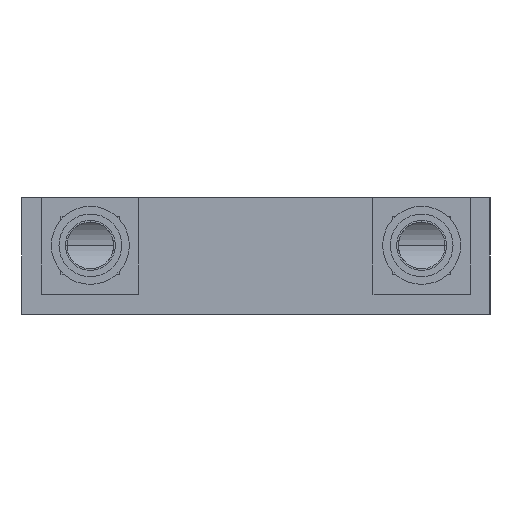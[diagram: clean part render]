
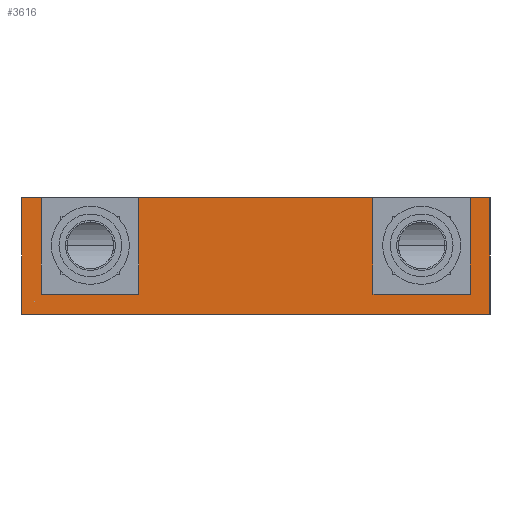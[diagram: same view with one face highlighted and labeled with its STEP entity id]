
A CAD part, left-side view. The second image highlights one B-rep face of the part: STEP entity #3616.
In plain terms, the highlighted planar face has unit normal (-1, 0, 0).
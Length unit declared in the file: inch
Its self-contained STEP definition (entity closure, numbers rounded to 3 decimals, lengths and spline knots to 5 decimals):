
#16 = EDGE_CURVE ( 'NONE', #6454, #8206, #7697, .T. ) ;
#138 = DIRECTION ( 'NONE',  ( 0., -1., 0. ) ) ;
#198 = LINE ( 'NONE', #3652, #4410 ) ;
#289 = CARTESIAN_POINT ( 'NONE',  ( -6.5, -1.5, 0.75 ) ) ;
#290 = LINE ( 'NONE', #2055, #795 ) ;
#488 = CARTESIAN_POINT ( 'NONE',  ( -6.5, 1.5, 0. ) ) ;
#509 = CARTESIAN_POINT ( 'NONE',  ( -6.5, -1.375, 0.13 ) ) ;
#667 = ORIENTED_EDGE ( 'NONE', *, *, #5537, .T. ) ;
#772 = EDGE_CURVE ( 'NONE', #8247, #7453, #5513, .T. ) ;
#795 = VECTOR ( 'NONE', #4026, 39.37008 ) ;
#891 = CARTESIAN_POINT ( 'NONE',  ( -6.5, 1.375, 0.75 ) ) ;
#940 = DIRECTION ( 'NONE',  ( 0., 0., -1. ) ) ;
#1014 = LINE ( 'NONE', #7490, #8195 ) ;
#1162 = DIRECTION ( 'NONE',  ( 0., -1., 0. ) ) ;
#1213 = FACE_OUTER_BOUND ( 'NONE', #6530, .T. ) ;
#1329 = ORIENTED_EDGE ( 'NONE', *, *, #1801, .F. ) ;
#1443 = EDGE_CURVE ( 'NONE', #2768, #2042, #2210, .T. ) ;
#1491 = CARTESIAN_POINT ( 'NONE',  ( -6.5, -1.375, 0.13 ) ) ;
#1616 = VERTEX_POINT ( 'NONE', #5502 ) ;
#1801 = EDGE_CURVE ( 'NONE', #1616, #4678, #6903, .T. ) ;
#1849 = DIRECTION ( 'NONE',  ( 0., -1., 0. ) ) ;
#1905 = ORIENTED_EDGE ( 'NONE', *, *, #772, .F. ) ;
#1990 = VECTOR ( 'NONE', #2138, 39.37008 ) ;
#2042 = VERTEX_POINT ( 'NONE', #1491 ) ;
#2055 = CARTESIAN_POINT ( 'NONE',  ( -6.5, -1.5, 0. ) ) ;
#2089 = VECTOR ( 'NONE', #6959, 39.37008 ) ;
#2103 = CARTESIAN_POINT ( 'NONE',  ( -6.5, 0.75, 0.13 ) ) ;
#2138 = DIRECTION ( 'NONE',  ( 0., 0., 1. ) ) ;
#2188 = LINE ( 'NONE', #3729, #4588 ) ;
#2210 = LINE ( 'NONE', #2669, #7380 ) ;
#2244 = DIRECTION ( 'NONE',  ( 1., 0., 0. ) ) ;
#2467 = ORIENTED_EDGE ( 'NONE', *, *, #5610, .F. ) ;
#2583 = LINE ( 'NONE', #5955, #1990 ) ;
#2669 = CARTESIAN_POINT ( 'NONE',  ( -6.5, -1.375, 0.13 ) ) ;
#2696 = VECTOR ( 'NONE', #3209, 39.37008 ) ;
#2751 = DIRECTION ( 'NONE',  ( 0., -1., 0. ) ) ;
#2753 = ORIENTED_EDGE ( 'NONE', *, *, #4148, .F. ) ;
#2768 = VERTEX_POINT ( 'NONE', #7848 ) ;
#2830 = VERTEX_POINT ( 'NONE', #7989 ) ;
#2886 = EDGE_CURVE ( 'NONE', #6655, #5113, #7775, .T. ) ;
#2925 = PLANE ( 'NONE',  #6796 ) ;
#3046 = CARTESIAN_POINT ( 'NONE',  ( -6.5, -1.5, 0.75 ) ) ;
#3050 = ORIENTED_EDGE ( 'NONE', *, *, #6216, .T. ) ;
#3191 = VECTOR ( 'NONE', #1849, 39.37008 ) ;
#3209 = DIRECTION ( 'NONE',  ( 0., -1., 0. ) ) ;
#3520 = CARTESIAN_POINT ( 'NONE',  ( -6.5, 1.375, 0.13 ) ) ;
#3616 = ADVANCED_FACE ( 'NONE', ( #1213 ), #2925, .F. ) ;
#3652 = CARTESIAN_POINT ( 'NONE',  ( -6.5, -0.75, 0.75 ) ) ;
#3729 = CARTESIAN_POINT ( 'NONE',  ( -6.5, 1.5, 0.75 ) ) ;
#4026 = DIRECTION ( 'NONE',  ( 0., -1., 0. ) ) ;
#4148 = EDGE_CURVE ( 'NONE', #2830, #6655, #6275, .T. ) ;
#4330 = DIRECTION ( 'NONE',  ( 0., 0., -1. ) ) ;
#4410 = VECTOR ( 'NONE', #4719, 39.37008 ) ;
#4472 = ORIENTED_EDGE ( 'NONE', *, *, #6392, .F. ) ;
#4588 = VECTOR ( 'NONE', #6270, 39.37008 ) ;
#4678 = VERTEX_POINT ( 'NONE', #5823 ) ;
#4719 = DIRECTION ( 'NONE',  ( 0., 0., -1. ) ) ;
#4840 = ORIENTED_EDGE ( 'NONE', *, *, #4896, .T. ) ;
#4896 = EDGE_CURVE ( 'NONE', #6454, #7453, #6295, .T. ) ;
#5028 = CARTESIAN_POINT ( 'NONE',  ( -6.5, 1.375, 0.13 ) ) ;
#5113 = VERTEX_POINT ( 'NONE', #5810 ) ;
#5192 = ORIENTED_EDGE ( 'NONE', *, *, #1443, .F. ) ;
#5502 = CARTESIAN_POINT ( 'NONE',  ( -6.5, 0.75, 0.75 ) ) ;
#5513 = LINE ( 'NONE', #5842, #2696 ) ;
#5537 = EDGE_CURVE ( 'NONE', #1616, #8206, #1014, .T. ) ;
#5610 = EDGE_CURVE ( 'NONE', #4678, #2768, #198, .T. ) ;
#5622 = CARTESIAN_POINT ( 'NONE',  ( -6.5, 0.75, 0.75 ) ) ;
#5810 = CARTESIAN_POINT ( 'NONE',  ( -6.5, -1.5, 0. ) ) ;
#5823 = CARTESIAN_POINT ( 'NONE',  ( -6.5, -0.75, 0.75 ) ) ;
#5842 = CARTESIAN_POINT ( 'NONE',  ( -6.5, -1.5, 0.75 ) ) ;
#5955 = CARTESIAN_POINT ( 'NONE',  ( -6.5, -1.375, 0.13 ) ) ;
#5988 = DIRECTION ( 'NONE',  ( 0., 0., -1. ) ) ;
#6216 = EDGE_CURVE ( 'NONE', #6947, #5113, #290, .T. ) ;
#6270 = DIRECTION ( 'NONE',  ( 0., 0., -1. ) ) ;
#6275 = LINE ( 'NONE', #7943, #8169 ) ;
#6295 = LINE ( 'NONE', #5028, #2089 ) ;
#6392 = EDGE_CURVE ( 'NONE', #2042, #2830, #2583, .T. ) ;
#6454 = VERTEX_POINT ( 'NONE', #3520 ) ;
#6530 = EDGE_LOOP ( 'NONE', ( #6593, #4840, #1905, #8019, #3050, #8141, #2753, #4472, #5192, #2467, #1329, #667 ) ) ;
#6574 = VECTOR ( 'NONE', #5988, 39.37008 ) ;
#6593 = ORIENTED_EDGE ( 'NONE', *, *, #16, .F. ) ;
#6655 = VERTEX_POINT ( 'NONE', #3046 ) ;
#6664 = CARTESIAN_POINT ( 'NONE',  ( -6.5, -1.5, 0.75 ) ) ;
#6796 = AXIS2_PLACEMENT_3D ( 'NONE', #289, #2244, #940 ) ;
#6903 = LINE ( 'NONE', #5622, #3191 ) ;
#6947 = VERTEX_POINT ( 'NONE', #488 ) ;
#6959 = DIRECTION ( 'NONE',  ( 0., 0., 1. ) ) ;
#7189 = CARTESIAN_POINT ( 'NONE',  ( -6.5, 1.5, 0.75 ) ) ;
#7251 = EDGE_CURVE ( 'NONE', #8247, #6947, #2188, .T. ) ;
#7380 = VECTOR ( 'NONE', #138, 39.37008 ) ;
#7453 = VERTEX_POINT ( 'NONE', #891 ) ;
#7490 = CARTESIAN_POINT ( 'NONE',  ( -6.5, 0.75, 0.75 ) ) ;
#7508 = VECTOR ( 'NONE', #1162, 39.37008 ) ;
#7697 = LINE ( 'NONE', #509, #7508 ) ;
#7775 = LINE ( 'NONE', #6664, #6574 ) ;
#7848 = CARTESIAN_POINT ( 'NONE',  ( -6.5, -0.75, 0.13 ) ) ;
#7943 = CARTESIAN_POINT ( 'NONE',  ( -6.5, -1.5, 0.75 ) ) ;
#7989 = CARTESIAN_POINT ( 'NONE',  ( -6.5, -1.375, 0.75 ) ) ;
#8019 = ORIENTED_EDGE ( 'NONE', *, *, #7251, .T. ) ;
#8141 = ORIENTED_EDGE ( 'NONE', *, *, #2886, .F. ) ;
#8169 = VECTOR ( 'NONE', #2751, 39.37008 ) ;
#8195 = VECTOR ( 'NONE', #4330, 39.37008 ) ;
#8206 = VERTEX_POINT ( 'NONE', #2103 ) ;
#8247 = VERTEX_POINT ( 'NONE', #7189 ) ;
